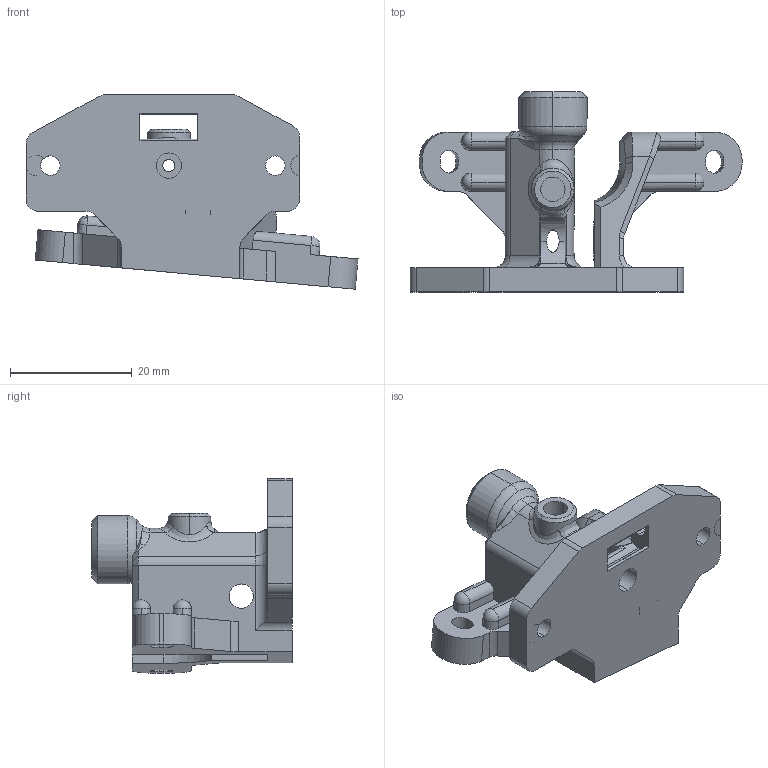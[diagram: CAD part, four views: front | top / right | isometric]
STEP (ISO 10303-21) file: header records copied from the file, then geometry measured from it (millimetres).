
FILE_DESCRIPTION (( 'STEP AP203' ), '1' );
FILE_NAME ('Lowboi 4 Body - Orbiter 2.0 Mounting - 2 start.STEP', '2024-07-18T12:20:33', ( '' ), ( '' ), 'SwSTEP 2.0', 'SolidWorks 2022', '' );
FILE_SCHEMA (( 'CONFIG_CONTROL_DESIGN' ));
Length unit declared in the file: millimetre
Products named in the file (1): Lowboi 4 Body - Orbiter 2.0 Mounting - 2 start
Bounding box: 54.61 x 32.92 x 31.98 mm (x, y, z)
Volume: 9248 mm3; surface area: 6792.6 mm2
Topology: 1 solids, 1 shells, 259 faces, 704 edges, 436 vertices
Faces by surface type: cylinder 103, plane 80, bspline 41, torus 16, cone 12, sphere 7
Entity records: 9602 total; most frequent: CARTESIAN_POINT 3358, ORIENTED_EDGE 1384, DIRECTION 1200, EDGE_CURVE 692, AXIS2_PLACEMENT_3D 451, VERTEX_POINT 436, LINE 298, VECTOR 298
